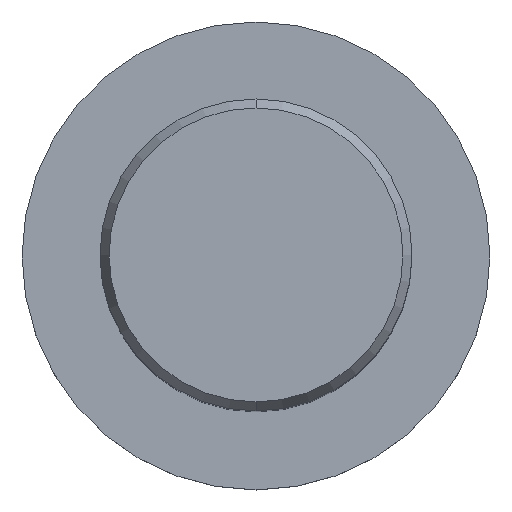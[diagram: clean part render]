
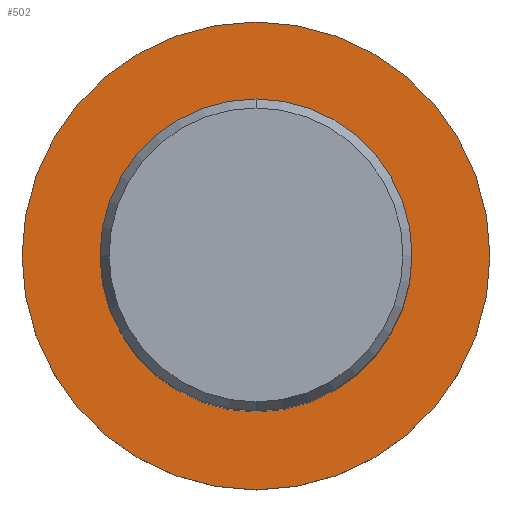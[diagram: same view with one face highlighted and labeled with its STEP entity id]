
A CAD part, top view. The second image highlights one B-rep face of the part: STEP entity #502.
In plain terms, the highlighted planar face has unit normal (0, 0, 1).
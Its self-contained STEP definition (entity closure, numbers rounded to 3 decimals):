
#204=VERTEX_POINT('',#539);
#250=VERTEX_POINT('',#594);
#266=EDGE_CURVE('',#204,#292,#612,.T.);
#274=EDGE_CURVE('',#368,#250,#620,.T.);
#292=VERTEX_POINT('',#639);
#368=VERTEX_POINT('',#721);
#380=EDGE_CURVE('',#292,#204,#733,.T.);
#430=EDGE_CURVE('',#250,#368,#784,.T.);
#502=ADVANCED_FACE('',(#864,#865),#866,.T.);
#539=CARTESIAN_POINT('',(0.,-24.0,-60.0));
#594=CARTESIAN_POINT('',(0.,-16.0,-60.0));
#612=CIRCLE('',#980,24.0);
#620=CIRCLE('',#991,16.0);
#639=CARTESIAN_POINT('',(0.0,24.0,-60.0));
#721=CARTESIAN_POINT('',(0.0,16.0,-60.0));
#733=CIRCLE('',#1319,24.0);
#784=CIRCLE('',#1435,16.0);
#864=FACE_BOUND('',#1598,.T.);
#865=FACE_OUTER_BOUND('',#1599,.T.);
#866=PLANE('',#1600);
#980=AXIS2_PLACEMENT_3D('',#1737,#1738,#1739);
#991=AXIS2_PLACEMENT_3D('',#1746,#1747,#1748);
#1319=AXIS2_PLACEMENT_3D('',#1852,#1853,#1854);
#1435=AXIS2_PLACEMENT_3D('',#1886,#1887,#1888);
#1598=EDGE_LOOP('',(#1997,#1998));
#1599=EDGE_LOOP('',(#1999,#2000));
#1600=AXIS2_PLACEMENT_3D('',#2001,#2002,#2003);
#1737=CARTESIAN_POINT('',(0.0,0.0,-60.0));
#1738=DIRECTION('',(0.0,0.0,-1.0));
#1739=DIRECTION('',(0.0,1.0,0.0));
#1746=CARTESIAN_POINT('',(0.0,0.0,-60.0));
#1747=DIRECTION('',(-0.0,0.0,-1.0));
#1748=DIRECTION('',(0.0,1.0,0.0));
#1852=CARTESIAN_POINT('',(0.0,0.0,-60.0));
#1853=DIRECTION('',(0.0,0.0,-1.0));
#1854=DIRECTION('',(0.0,1.0,0.0));
#1886=CARTESIAN_POINT('',(0.0,0.0,-60.0));
#1887=DIRECTION('',(-0.0,0.0,-1.0));
#1888=DIRECTION('',(0.0,1.0,0.0));
#1997=ORIENTED_EDGE('',*,*,#274,.T.);
#1998=ORIENTED_EDGE('',*,*,#430,.T.);
#1999=ORIENTED_EDGE('',*,*,#380,.F.);
#2000=ORIENTED_EDGE('',*,*,#266,.F.);
#2001=CARTESIAN_POINT('',(0.0,12.0,-60.0));
#2002=DIRECTION('',(-0.0,0.0,1.0));
#2003=DIRECTION('',(0.0,-1.0,0.0));
